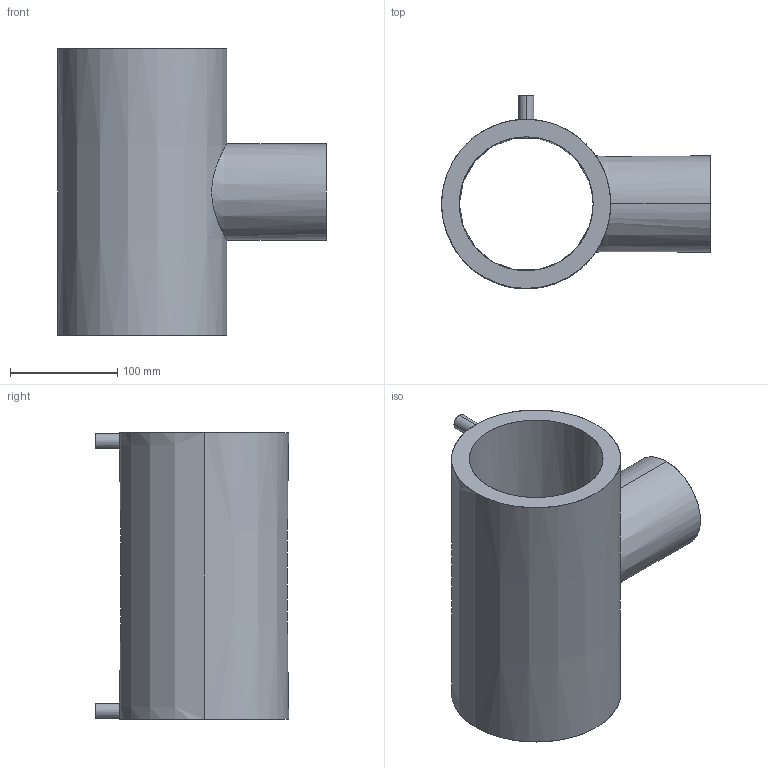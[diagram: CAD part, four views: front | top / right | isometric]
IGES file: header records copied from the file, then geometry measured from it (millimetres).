
Start section: SolidWorks IGES file using analytic representation for surfaces
Global section: file name: Ef Reduced Tee 90° SDR11_001 117 2042 0127.igs; native system: SolidWorks 2021; preprocessor: SolidWorks 2021; author: b.kav; date: 220607.151535; units: millimetre
Bounding box: 251 x 180.5 x 268 mm (x, y, z)
Surface area: 302235.8 mm2 (no closed solid volume)
Topology: 0 solids, 0 shells, 23 faces, 1084 edges, 1084 vertices
Faces by surface type: revolution 18, bspline 5
